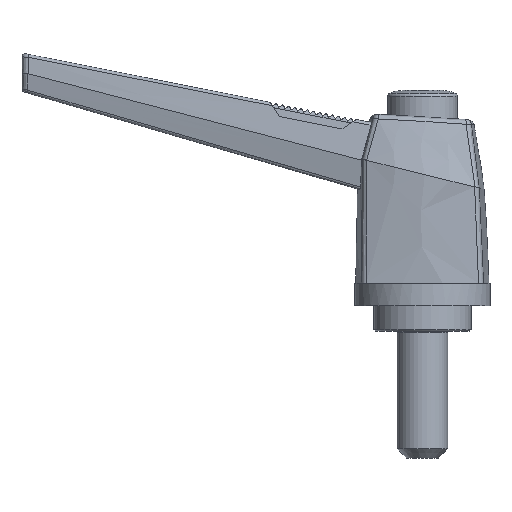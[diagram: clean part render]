
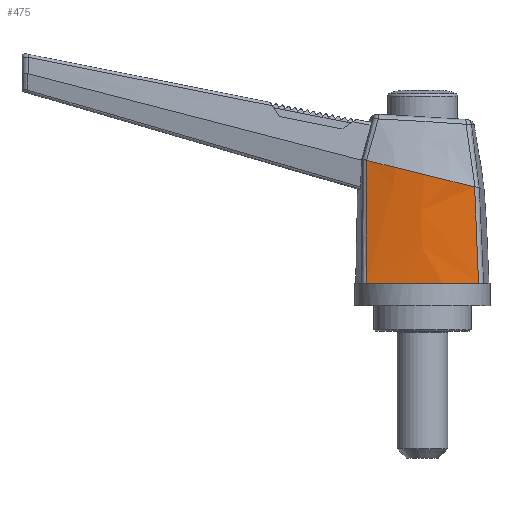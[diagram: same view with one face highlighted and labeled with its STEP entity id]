
A CAD part, front view. The second image highlights one B-rep face of the part: STEP entity #475.
In plain terms, the highlighted free-form (B-spline) face has degree [3, 3] with [6, 4] control points.
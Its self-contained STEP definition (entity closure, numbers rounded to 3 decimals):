
#475 = ADVANCED_FACE( '', ( #1006 ), #1007, .T. );
#1006 = FACE_OUTER_BOUND( '', #3458, .T. );
#1007 = B_SPLINE_SURFACE_WITH_KNOTS( '', 3, 3, ( ( #3459, #3460, #3461, #3462 ), ( #3463, #3464, #3465, #3466 ), ( #3467, #3468, #3469, #3470 ), ( #3471, #3472, #3473, #3474 ), ( #3475, #3476, #3477, #3478 ), ( #3479, #3480, #3481, #3482 ) ), .UNSPECIFIED., .F., .F., .F., ( 4, 2, 4 ), ( 4, 4 ), ( 0., 0.5, 1. ), ( 0., 1. ), .UNSPECIFIED. );
#3458 = EDGE_LOOP( '', ( #4955, #4956, #4957, #4958, #4959, #4960 ) );
#3459 = CARTESIAN_POINT( '', ( -9.476, -9.25, 0. ) );
#3460 = CARTESIAN_POINT( '', ( -9.428, -8.983, 6.495 ) );
#3461 = CARTESIAN_POINT( '', ( -9.38, -8.717, 12.99 ) );
#3462 = CARTESIAN_POINT( '', ( -9.333, -8.45, 19.486 ) );
#3463 = CARTESIAN_POINT( '', ( -6.364, -9.914, 0. ) );
#3464 = CARTESIAN_POINT( '', ( -6.392, -9.793, 6.26 ) );
#3465 = CARTESIAN_POINT( '', ( -6.42, -9.671, 12.52 ) );
#3466 = CARTESIAN_POINT( '', ( -6.449, -9.55, 18.779 ) );
#3467 = CARTESIAN_POINT( '', ( -3.182, -10.25, 0. ) );
#3468 = CARTESIAN_POINT( '', ( -3.252, -10.222, 6.01 ) );
#3469 = CARTESIAN_POINT( '', ( -3.322, -10.194, 12.02 ) );
#3470 = CARTESIAN_POINT( '', ( -3.392, -10.167, 18.031 ) );
#3471 = CARTESIAN_POINT( '', ( 3.182, -10.25, 0. ) );
#3472 = CARTESIAN_POINT( '', ( 3.04, -10.291, 5.508 ) );
#3473 = CARTESIAN_POINT( '', ( 2.897, -10.332, 11.017 ) );
#3474 = CARTESIAN_POINT( '', ( 2.755, -10.374, 16.525 ) );
#3475 = CARTESIAN_POINT( '', ( 6.364, -9.914, 0. ) );
#3476 = CARTESIAN_POINT( '', ( 6.19, -9.931, 5.256 ) );
#3477 = CARTESIAN_POINT( '', ( 6.017, -9.947, 10.513 ) );
#3478 = CARTESIAN_POINT( '', ( 5.844, -9.963, 15.769 ) );
#3479 = CARTESIAN_POINT( '', ( 9.476, -9.25, 0. ) );
#3480 = CARTESIAN_POINT( '', ( 9.248, -9.187, 5.016 ) );
#3481 = CARTESIAN_POINT( '', ( 9.02, -9.123, 10.031 ) );
#3482 = CARTESIAN_POINT( '', ( 8.792, -9.06, 15.047 ) );
#4955 = ORIENTED_EDGE( '', *, *, #5307, .F. );
#4956 = ORIENTED_EDGE( '', *, *, #5642, .T. );
#4957 = ORIENTED_EDGE( '', *, *, #5342, .T. );
#4958 = ORIENTED_EDGE( '', *, *, #5576, .T. );
#4959 = ORIENTED_EDGE( '', *, *, #5643, .T. );
#4960 = ORIENTED_EDGE( '', *, *, #5374, .T. );
#5307 = EDGE_CURVE( '', #5965, #5967, #5968, .T. );
#5342 = EDGE_CURVE( '', #6020, #6006, #6021, .T. );
#5374 = EDGE_CURVE( '', #6070, #5967, #6071, .T. );
#5576 = EDGE_CURVE( '', #6006, #6004, #6357, .T. );
#5642 = EDGE_CURVE( '', #5965, #6020, #6427, .T. );
#5643 = EDGE_CURVE( '', #6004, #6070, #6428, .T. );
#5965 = VERTEX_POINT( '', #7657 );
#5967 = VERTEX_POINT( '', #7662 );
#5968 = B_SPLINE_CURVE_WITH_KNOTS( '', 3, ( #7663, #7664, #7665, #7666, #7667, #7668, #7669, #7670, #7671, #7672 ), .UNSPECIFIED., .F., .F., ( 4, 2, 2, 2, 4 ), ( 0.032, 0.25, 0.5, 0.75, 0.967 ), .UNSPECIFIED. );
#6004 = VERTEX_POINT( '', #7838 );
#6006 = VERTEX_POINT( '', #7840 );
#6020 = VERTEX_POINT( '', #7870 );
#6021 = B_SPLINE_CURVE_WITH_KNOTS( '', 3, ( #7871, #7872, #7873, #7874 ), .UNSPECIFIED., .F., .F., ( 4, 4 ), ( 0.034, 0.332 ), .UNSPECIFIED. );
#6070 = VERTEX_POINT( '', #8154 );
#6071 = B_SPLINE_CURVE_WITH_KNOTS( '', 3, ( #8155, #8156, #8157, #8158 ), .UNSPECIFIED., .F., .F., ( 4, 4 ), ( 0., 0.015 ), .UNSPECIFIED. );
#6357 = B_SPLINE_CURVE_WITH_KNOTS( '', 3, ( #8911, #8912, #8913, #8914, #8915, #8916 ), .UNSPECIFIED., .F., .F., ( 4, 2, 4 ), ( 0.332, 0.5, 0.668 ), .UNSPECIFIED. );
#6427 = B_SPLINE_CURVE_WITH_KNOTS( '', 3, ( #9095, #9096, #9097, #9098, #9099, #9100 ), .UNSPECIFIED., .F., .F., ( 4, 2, 4 ), ( 0., 0.01, 0.019 ), .UNSPECIFIED. );
#6428 = B_SPLINE_CURVE_WITH_KNOTS( '', 3, ( #9101, #9102, #9103, #9104 ), .UNSPECIFIED., .F., .F., ( 4, 4 ), ( 0.668, 0.965 ), .UNSPECIFIED. );
#7657 = CARTESIAN_POINT( '', ( -8.781, -8.654, 19.35 ) );
#7662 = CARTESIAN_POINT( '', ( 8.209, -9.232, 15.19 ) );
#7663 = CARTESIAN_POINT( '', ( -8.781, -8.654, 19.35 ) );
#7664 = CARTESIAN_POINT( '', ( -7.512, -9.108, 19.04 ) );
#7665 = CARTESIAN_POINT( '', ( -6.217, -9.468, 18.723 ) );
#7666 = CARTESIAN_POINT( '', ( -3.385, -10.04, 18.029 ) );
#7667 = CARTESIAN_POINT( '', ( -1.859, -10.218, 17.655 ) );
#7668 = CARTESIAN_POINT( '', ( 1.222, -10.322, 16.901 ) );
#7669 = CARTESIAN_POINT( '', ( 2.756, -10.246, 16.525 ) );
#7670 = CARTESIAN_POINT( '', ( 5.612, -9.867, 15.826 ) );
#7671 = CARTESIAN_POINT( '', ( 6.92, -9.597, 15.505 ) );
#7672 = CARTESIAN_POINT( '', ( 8.209, -9.232, 15.19 ) );
#7838 = CARTESIAN_POINT( '', ( 3.2, -10.137, 0. ) );
#7840 = CARTESIAN_POINT( '', ( -3.2, -10.137, 0. ) );
#7870 = CARTESIAN_POINT( '', ( -8.83, -9.383, 0. ) );
#7871 = CARTESIAN_POINT( '', ( -8.83, -9.383, 0. ) );
#7872 = CARTESIAN_POINT( '', ( -6.972, -9.751, 0. ) );
#7873 = CARTESIAN_POINT( '', ( -5.09, -10.003, 0. ) );
#7874 = CARTESIAN_POINT( '', ( -3.2, -10.137, 0. ) );
#8154 = CARTESIAN_POINT( '', ( 8.83, -9.383, 0. ) );
#8155 = CARTESIAN_POINT( '', ( 8.83, -9.383, 0. ) );
#8156 = CARTESIAN_POINT( '', ( 8.622, -9.334, 5.063 ) );
#8157 = CARTESIAN_POINT( '', ( 8.415, -9.283, 10.126 ) );
#8158 = CARTESIAN_POINT( '', ( 8.209, -9.232, 15.19 ) );
#8911 = CARTESIAN_POINT( '', ( -3.2, -10.137, 0. ) );
#8912 = CARTESIAN_POINT( '', ( -2.135, -10.212, 0. ) );
#8913 = CARTESIAN_POINT( '', ( -1.068, -10.25, 0. ) );
#8914 = CARTESIAN_POINT( '', ( 1.068, -10.25, 0. ) );
#8915 = CARTESIAN_POINT( '', ( 2.135, -10.212, 0. ) );
#8916 = CARTESIAN_POINT( '', ( 3.2, -10.137, 0. ) );
#9095 = CARTESIAN_POINT( '', ( -8.781, -8.654, 19.35 ) );
#9096 = CARTESIAN_POINT( '', ( -8.788, -8.777, 16.125 ) );
#9097 = CARTESIAN_POINT( '', ( -8.797, -8.899, 12.9 ) );
#9098 = CARTESIAN_POINT( '', ( -8.813, -9.142, 6.45 ) );
#9099 = CARTESIAN_POINT( '', ( -8.822, -9.263, 3.225 ) );
#9100 = CARTESIAN_POINT( '', ( -8.83, -9.383, 0. ) );
#9101 = CARTESIAN_POINT( '', ( 3.2, -10.137, 0. ) );
#9102 = CARTESIAN_POINT( '', ( 5.09, -10.003, 0. ) );
#9103 = CARTESIAN_POINT( '', ( 6.971, -9.751, 0. ) );
#9104 = CARTESIAN_POINT( '', ( 8.83, -9.383, 0. ) );
